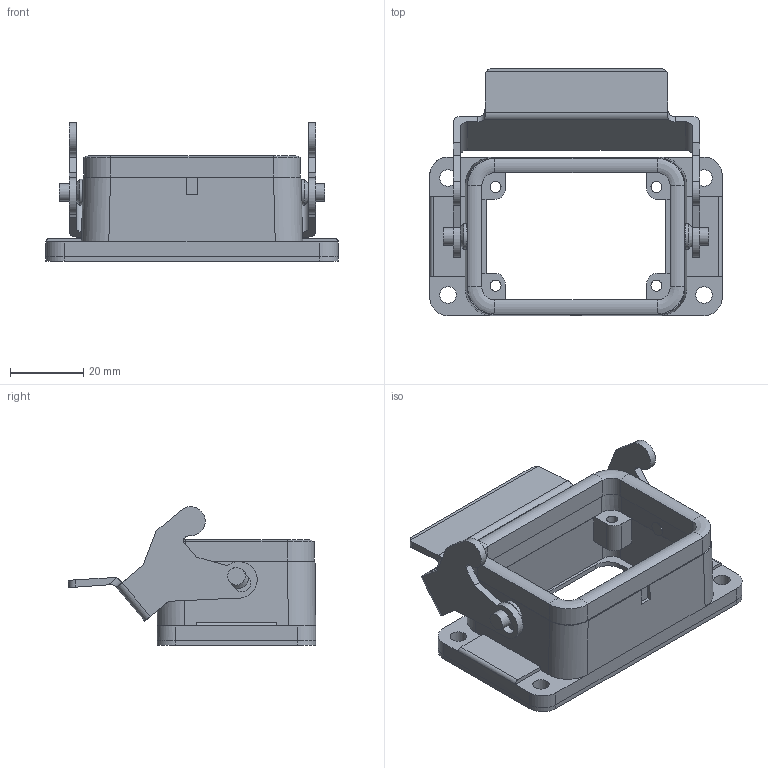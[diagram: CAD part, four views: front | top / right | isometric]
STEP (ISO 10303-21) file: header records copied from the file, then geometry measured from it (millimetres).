
FILE_DESCRIPTION((''),'2;1');
FILE_NAME('04300060301.stp','2020-07-07T15:23:20',('e.eickhoff'),(''),'Autodesk Inventor 2012','Autodesk Inventor 2012','');
FILE_SCHEMA(('AUTOMOTIVE_DESIGN { 1 0 10303 214 1 1 1 1 }'));
Length unit declared in the file: millimetre
Products named in the file (3): 04300060301; Metallbügel 1
Assembly tree (2 placements, depth 2):
  04300060301
    04300060301
    Metallbügel 1
Bounding box: 80.01 x 67.69 x 37.94 mm (x, y, z)
Volume: 31033.2 mm3; surface area: 21075.3 mm2
Topology: 2 solids, 2 shells, 188 faces, 502 edges, 321 vertices
Faces by surface type: plane 106, cylinder 72, cone 6, torus 4
Full cylindrical faces by diameter (mm): 3 x4, 4 x2, 4.5 x4, 4.8 x2, 7 x2
Entity records: 5907 total; most frequent: CARTESIAN_POINT 1023, DIRECTION 1007, ORIENTED_EDGE 954, EDGE_CURVE 477, AXIS2_PLACEMENT_3D 342, VECTOR 323, LINE 323, VERTEX_POINT 312
